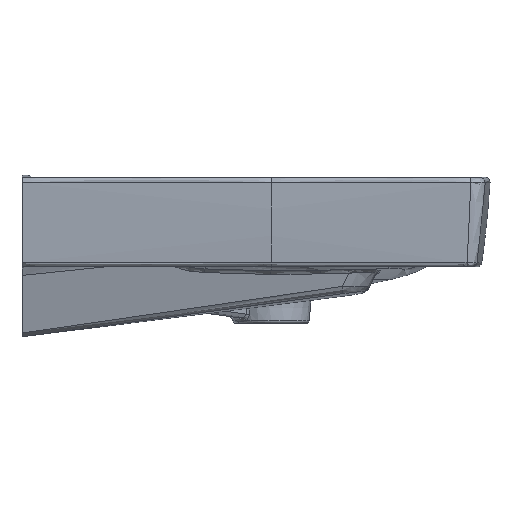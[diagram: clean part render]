
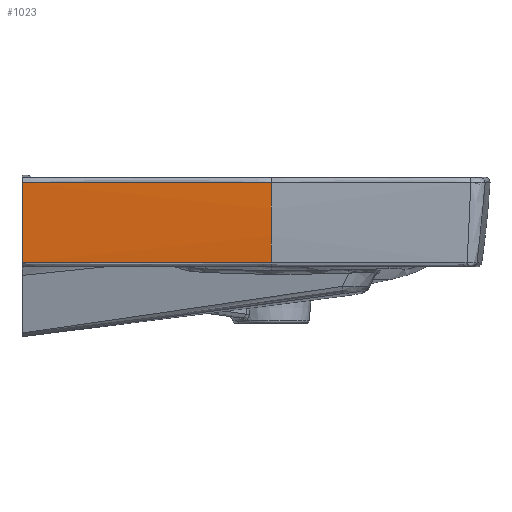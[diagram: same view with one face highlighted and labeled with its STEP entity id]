
A CAD part, left-side view. The second image highlights one B-rep face of the part: STEP entity #1023.
In plain terms, the highlighted face is a revolution surface.
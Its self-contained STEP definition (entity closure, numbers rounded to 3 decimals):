
#44=SURFACE_OF_REVOLUTION('',#521,#48);
#48=AXIS1_PLACEMENT('',#28329,#6199);
#357=(
BOUNDED_CURVE()
B_SPLINE_CURVE(3,(#24728,#24729,#24730,#24731),.UNSPECIFIED.,.F.,.F.)
B_SPLINE_CURVE_WITH_KNOTS((4,4),(0.,1.),.UNSPECIFIED.)
CURVE()
GEOMETRIC_REPRESENTATION_ITEM()
RATIONAL_B_SPLINE_CURVE((1.,1.,1.,1.))
REPRESENTATION_ITEM('')
);
#377=(
BOUNDED_CURVE()
B_SPLINE_CURVE(3,(#28319,#28320,#28321,#28322),.UNSPECIFIED.,.F.,.F.)
B_SPLINE_CURVE_WITH_KNOTS((4,4),(0.,1.),.UNSPECIFIED.)
CURVE()
GEOMETRIC_REPRESENTATION_ITEM()
RATIONAL_B_SPLINE_CURVE((1.,1.,1.,1.))
REPRESENTATION_ITEM('')
);
#520=CIRCLE('',#5778,1020.75);
#521=CIRCLE('',#5779,1020.75);
#1023=ADVANCED_FACE('',(#1410),#44,.T.);
#1410=FACE_OUTER_BOUND('',#1778,.T.);
#1778=EDGE_LOOP('',(#3106,#3107,#3108,#3109));
#3106=ORIENTED_EDGE('',*,*,#4676,.T.);
#3107=ORIENTED_EDGE('',*,*,#4811,.F.);
#3108=ORIENTED_EDGE('',*,*,#4812,.F.);
#3109=ORIENTED_EDGE('',*,*,#4813,.F.);
#3938=VERTEX_POINT('',#23170);
#3968=VERTEX_POINT('',#24723);
#4046=VERTEX_POINT('',#28318);
#4047=VERTEX_POINT('',#28323);
#4676=EDGE_CURVE('',#3968,#3938,#357,.T.);
#4811=EDGE_CURVE('',#4046,#3938,#520,.T.);
#4812=EDGE_CURVE('',#4047,#4046,#377,.T.);
#4813=EDGE_CURVE('',#3968,#4047,#5460,.T.);
#5460=B_SPLINE_CURVE_WITH_KNOTS('',3,(#28324,#28325,#28326,#28327),
 .UNSPECIFIED.,.F.,.F.,(4,4),(0.,1.),.UNSPECIFIED.);
#5778=AXIS2_PLACEMENT_3D('',#28317,#6195,#6196);
#5779=AXIS2_PLACEMENT_3D('',#28328,#6197,#6198);
#6195=DIRECTION('',(0.,-1.,0.));
#6196=DIRECTION('',(1.,0.,0.));
#6197=DIRECTION('',(0.,-1.,0.));
#6198=DIRECTION('',(1.,0.,0.));
#6199=DIRECTION('',(0.,0.,-1.));
#23170=CARTESIAN_POINT('',(-595.431,-250.,-85.475));
#24723=CARTESIAN_POINT('',(-593.442,0.,-85.475));
#24728=CARTESIAN_POINT('',(-593.442,0.,-85.475));
#24729=CARTESIAN_POINT('',(-594.876,-83.326,-85.475));
#24730=CARTESIAN_POINT('',(-595.539,-166.662,-85.475));
#24731=CARTESIAN_POINT('',(-595.431,-250.,-85.475));
#28317=CARTESIAN_POINT('',(420.696,-250.,11.566));
#28318=CARTESIAN_POINT('',(-599.918,-250.,-5.082));
#28319=CARTESIAN_POINT('',(-597.93,0.,-5.082));
#28320=CARTESIAN_POINT('',(-599.363,-83.327,-5.082));
#28321=CARTESIAN_POINT('',(-600.026,-166.66,-5.082));
#28322=CARTESIAN_POINT('',(-599.918,-250.,-5.082));
#28323=CARTESIAN_POINT('',(-597.93,0.,-5.082));
#28324=CARTESIAN_POINT('',(-593.442,0.,-85.475));
#28325=CARTESIAN_POINT('',(-596.009,0.,-58.599));
#28326=CARTESIAN_POINT('',(-597.494,0.,-31.801));
#28327=CARTESIAN_POINT('',(-597.93,0.,-5.082));
#28328=CARTESIAN_POINT('',(420.696,-250.,11.566));
#28329=CARTESIAN_POINT('',(12915.063,-232.5,0.));
